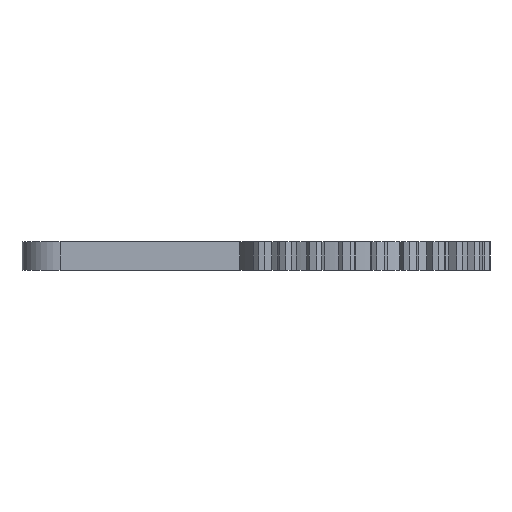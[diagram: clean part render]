
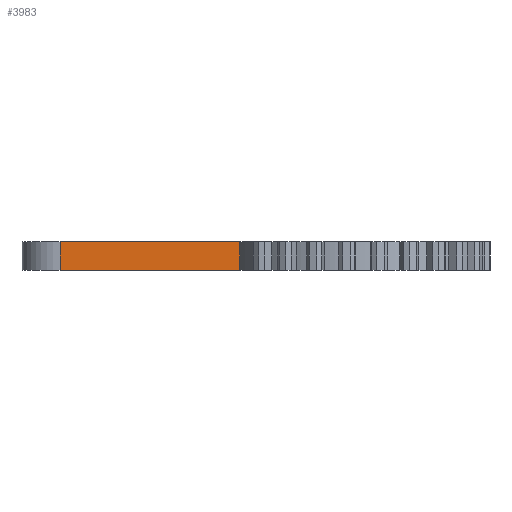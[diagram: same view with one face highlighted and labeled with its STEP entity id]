
A CAD part, left-side view. The second image highlights one B-rep face of the part: STEP entity #3983.
In plain terms, the highlighted planar face has unit normal (-1, 0, 0).
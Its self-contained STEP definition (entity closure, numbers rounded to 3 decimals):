
#8 = EDGE_LOOP ( 'NONE', ( #4366, #1393, #1165, #1527 ) ) ;
#271 = VERTEX_POINT ( 'NONE', #1718 ) ;
#307 = VERTEX_POINT ( 'NONE', #3541 ) ;
#335 = EDGE_CURVE ( 'NONE', #271, #3469, #1865, .T. ) ;
#372 = VECTOR ( 'NONE', #2840, 1000. ) ;
#380 = EDGE_CURVE ( 'NONE', #3469, #1246, #1451, .T. ) ;
#498 = CARTESIAN_POINT ( 'NONE',  ( -4., 0., 0. ) ) ;
#552 = DIRECTION ( 'NONE',  ( -1., 0., 0. ) ) ;
#1114 = DIRECTION ( 'NONE',  ( 0., 0., -1. ) ) ;
#1165 = ORIENTED_EDGE ( 'NONE', *, *, #335, .T. ) ;
#1230 = CARTESIAN_POINT ( 'NONE',  ( -4., 31., 0. ) ) ;
#1246 = VERTEX_POINT ( 'NONE', #1230 ) ;
#1258 = CARTESIAN_POINT ( 'NONE',  ( -4., 12.106, 3. ) ) ;
#1331 = DIRECTION ( 'NONE',  ( 0., 0., -1. ) ) ;
#1393 = ORIENTED_EDGE ( 'NONE', *, *, #2011, .F. ) ;
#1438 = VECTOR ( 'NONE', #1331, 1000. ) ;
#1451 = LINE ( 'NONE', #2829, #2678 ) ;
#1472 = CARTESIAN_POINT ( 'NONE',  ( -4., 0., 3. ) ) ;
#1527 = ORIENTED_EDGE ( 'NONE', *, *, #380, .T. ) ;
#1718 = CARTESIAN_POINT ( 'NONE',  ( -4., 12.106, 3. ) ) ;
#1857 = CARTESIAN_POINT ( 'NONE',  ( -4., 31., 3. ) ) ;
#1865 = LINE ( 'NONE', #1472, #4040 ) ;
#1906 = PLANE ( 'NONE',  #3892 ) ;
#2011 = EDGE_CURVE ( 'NONE', #271, #307, #4032, .T. ) ;
#2252 = EDGE_CURVE ( 'NONE', #307, #1246, #4251, .T. ) ;
#2678 = VECTOR ( 'NONE', #1114, 1000. ) ;
#2829 = CARTESIAN_POINT ( 'NONE',  ( -4., 31., 3. ) ) ;
#2840 = DIRECTION ( 'NONE',  ( 0., 1., 0. ) ) ;
#2896 = DIRECTION ( 'NONE',  ( 0., 1., 0. ) ) ;
#3270 = DIRECTION ( 'NONE',  ( 0., 0., 1. ) ) ;
#3469 = VERTEX_POINT ( 'NONE', #1857 ) ;
#3541 = CARTESIAN_POINT ( 'NONE',  ( -4., 12.106, 0. ) ) ;
#3892 = AXIS2_PLACEMENT_3D ( 'NONE', #3945, #552, #3270 ) ;
#3945 = CARTESIAN_POINT ( 'NONE',  ( -4., 0., 3. ) ) ;
#3983 = ADVANCED_FACE ( 'NONE', ( #4278 ), #1906, .T. ) ;
#4032 = LINE ( 'NONE', #1258, #1438 ) ;
#4040 = VECTOR ( 'NONE', #2896, 1000. ) ;
#4251 = LINE ( 'NONE', #498, #372 ) ;
#4278 = FACE_OUTER_BOUND ( 'NONE', #8, .T. ) ;
#4366 = ORIENTED_EDGE ( 'NONE', *, *, #2252, .F. ) ;
